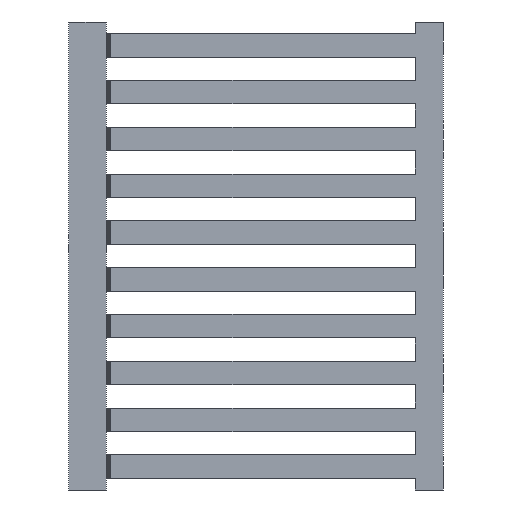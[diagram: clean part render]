
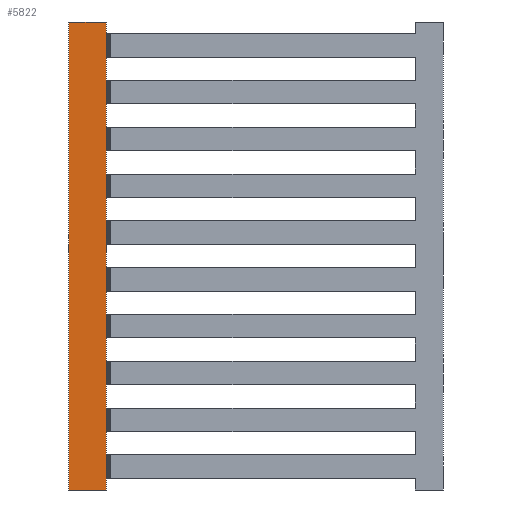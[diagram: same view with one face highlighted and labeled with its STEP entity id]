
A CAD part, left-side view. The second image highlights one B-rep face of the part: STEP entity #5822.
In plain terms, the highlighted planar face has unit normal (-1, 0, 0).
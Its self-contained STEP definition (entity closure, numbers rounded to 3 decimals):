
#13 = CARTESIAN_POINT ( 'NONE',  ( -12.5, 80., 0. ) ) ;
#95 = CARTESIAN_POINT ( 'NONE',  ( -12.5, 72., 0. ) ) ;
#264 = EDGE_CURVE ( 'NONE', #6956, #430, #1177, .T. ) ;
#314 = CARTESIAN_POINT ( 'NONE',  ( -12.5, 80., -100. ) ) ;
#430 = VERTEX_POINT ( 'NONE', #95 ) ;
#624 = VECTOR ( 'NONE', #6697, 1000. ) ;
#1177 = LINE ( 'NONE', #6837, #3381 ) ;
#1349 = CARTESIAN_POINT ( 'NONE',  ( -12.5, 80., -100. ) ) ;
#1436 = EDGE_CURVE ( 'NONE', #5353, #430, #6156, .T. ) ;
#1856 = AXIS2_PLACEMENT_3D ( 'NONE', #5870, #3304, #2068 ) ;
#2068 = DIRECTION ( 'NONE',  ( 0., 1., 0. ) ) ;
#2652 = FACE_OUTER_BOUND ( 'NONE', #5276, .T. ) ;
#3081 = DIRECTION ( 'NONE',  ( 0., -1., 0. ) ) ;
#3304 = DIRECTION ( 'NONE',  ( -1., 0., 0. ) ) ;
#3381 = VECTOR ( 'NONE', #3081, 1000. ) ;
#3417 = LINE ( 'NONE', #314, #6897 ) ;
#3663 = LINE ( 'NONE', #1349, #7929 ) ;
#3771 = CARTESIAN_POINT ( 'NONE',  ( -12.5, 72., -100. ) ) ;
#4327 = ORIENTED_EDGE ( 'NONE', *, *, #7495, .F. ) ;
#4859 = EDGE_CURVE ( 'NONE', #4974, #5353, #3663, .T. ) ;
#4917 = ORIENTED_EDGE ( 'NONE', *, *, #1436, .T. ) ;
#4974 = VERTEX_POINT ( 'NONE', #5102 ) ;
#5102 = CARTESIAN_POINT ( 'NONE',  ( -12.5, 80., -100. ) ) ;
#5276 = EDGE_LOOP ( 'NONE', ( #6212, #4327, #7710, #4917 ) ) ;
#5353 = VERTEX_POINT ( 'NONE', #3771 ) ;
#5766 = DIRECTION ( 'NONE',  ( 0., -1., 0. ) ) ;
#5822 = ADVANCED_FACE ( 'NONE', ( #2652 ), #7854, .T. ) ;
#5870 = CARTESIAN_POINT ( 'NONE',  ( -12.5, 80., -100. ) ) ;
#6156 = LINE ( 'NONE', #7362, #624 ) ;
#6212 = ORIENTED_EDGE ( 'NONE', *, *, #264, .F. ) ;
#6697 = DIRECTION ( 'NONE',  ( 0., 0., 1. ) ) ;
#6837 = CARTESIAN_POINT ( 'NONE',  ( -12.5, 80., 0. ) ) ;
#6897 = VECTOR ( 'NONE', #7181, 1000. ) ;
#6956 = VERTEX_POINT ( 'NONE', #13 ) ;
#7181 = DIRECTION ( 'NONE',  ( 0., 0., 1. ) ) ;
#7362 = CARTESIAN_POINT ( 'NONE',  ( -12.5, 72., -100. ) ) ;
#7495 = EDGE_CURVE ( 'NONE', #4974, #6956, #3417, .T. ) ;
#7710 = ORIENTED_EDGE ( 'NONE', *, *, #4859, .T. ) ;
#7854 = PLANE ( 'NONE',  #1856 ) ;
#7929 = VECTOR ( 'NONE', #5766, 1000. ) ;
